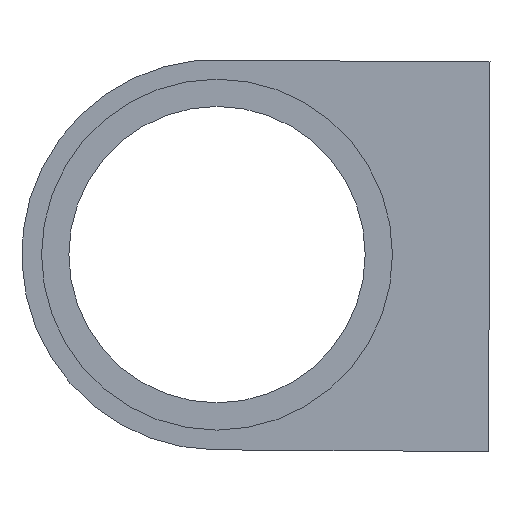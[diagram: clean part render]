
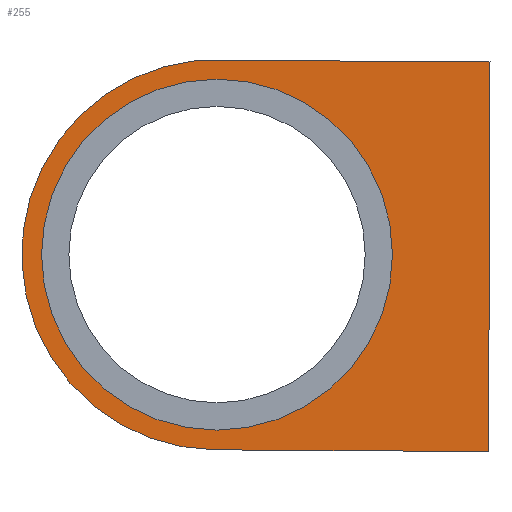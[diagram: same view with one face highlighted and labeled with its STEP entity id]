
A CAD part, left-side view. The second image highlights one B-rep face of the part: STEP entity #255.
In plain terms, the highlighted planar face has unit normal (-1, 0, 0).
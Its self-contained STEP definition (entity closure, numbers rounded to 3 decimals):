
#17=FACE_BOUND('',#66,.T.);
#29=PLANE('',#301);
#46=FACE_OUTER_BOUND('',#65,.T.);
#65=EDGE_LOOP('',(#217,#218,#219,#220));
#66=EDGE_LOOP('',(#221));
#78=LINE('',#406,#94);
#86=LINE('',#451,#102);
#87=LINE('',#452,#103);
#94=VECTOR('',#323,10.);
#102=VECTOR('',#379,10.);
#103=VECTOR('',#380,10.);
#106=CIRCLE('',#274,25.029);
#109=CIRCLE('',#280,22.5);
#122=VERTEX_POINT('',#391);
#123=VERTEX_POINT('',#393);
#127=VERTEX_POINT('',#405);
#129=VERTEX_POINT('',#411);
#140=VERTEX_POINT('',#450);
#143=EDGE_CURVE('',#123,#122,#106,.T.);
#149=EDGE_CURVE('',#123,#127,#78,.T.);
#153=EDGE_CURVE('',#129,#129,#109,.T.);
#169=EDGE_CURVE('',#140,#122,#86,.T.);
#170=EDGE_CURVE('',#127,#140,#87,.T.);
#217=ORIENTED_EDGE('',*,*,#143,.T.);
#218=ORIENTED_EDGE('',*,*,#169,.F.);
#219=ORIENTED_EDGE('',*,*,#170,.F.);
#220=ORIENTED_EDGE('',*,*,#149,.F.);
#221=ORIENTED_EDGE('',*,*,#153,.T.);
#255=ADVANCED_FACE('',(#46,#17),#29,.F.);
#274=AXIS2_PLACEMENT_3D('',#394,#311,#312);
#280=AXIS2_PLACEMENT_3D('',#413,#330,#331);
#301=AXIS2_PLACEMENT_3D('',#449,#377,#378);
#311=DIRECTION('center_axis',(-1.,0.,0.));
#312=DIRECTION('ref_axis',(0.,0.,-1.));
#323=DIRECTION('',(0.,-1.,-0.004));
#330=DIRECTION('center_axis',(1.,0.,0.));
#331=DIRECTION('ref_axis',(0.,0.,1.));
#377=DIRECTION('center_axis',(1.,0.,0.));
#378=DIRECTION('ref_axis',(0.,0.,-1.));
#379=DIRECTION('',(0.,1.,0.006));
#380=DIRECTION('',(0.,0.004,-1.));
#391=CARTESIAN_POINT('',(0.,0.312,-25.027));
#393=CARTESIAN_POINT('',(0.,2.6,24.894));
#394=CARTESIAN_POINT('Origin',(0.,0.,0.));
#405=CARTESIAN_POINT('',(0.,-35.,24.754));
#406=CARTESIAN_POINT('',(0.,25.,24.977));
#411=CARTESIAN_POINT('',(0.,0.,-22.5));
#413=CARTESIAN_POINT('Origin',(0.,0.,0.));
#449=CARTESIAN_POINT('Origin',(0.,-4.907,-0.134));
#450=CARTESIAN_POINT('',(0.,-34.813,-25.246));
#451=CARTESIAN_POINT('',(0.,-34.813,-25.246));
#452=CARTESIAN_POINT('',(0.,-35.,24.754));
